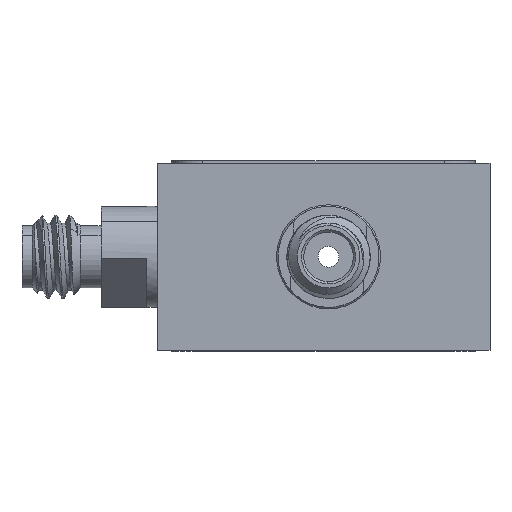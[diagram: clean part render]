
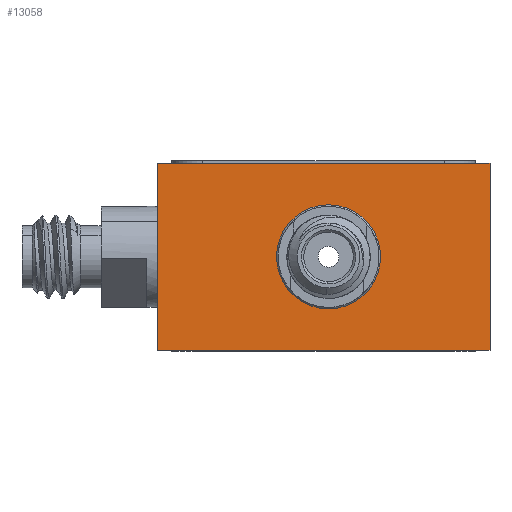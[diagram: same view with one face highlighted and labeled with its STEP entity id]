
A CAD part, front view. The second image highlights one B-rep face of the part: STEP entity #13058.
In plain terms, the highlighted planar face has unit normal (0, -1, 0).
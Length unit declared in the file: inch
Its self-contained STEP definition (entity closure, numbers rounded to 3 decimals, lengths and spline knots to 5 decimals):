
#405 = CARTESIAN_POINT ( 'NONE',  ( 0.32445, 0., 0.07874 ) ) ;
#1643 = CARTESIAN_POINT ( 'NONE',  ( 0.62992, 0., 0.35433 ) ) ;
#2055 = CIRCLE ( 'NONE', #14224, 0.09843 ) ;
#2471 = VERTEX_POINT ( 'NONE', #14877 ) ;
#3116 = ORIENTED_EDGE ( 'NONE', *, *, #9730, .T. ) ;
#3411 = PLANE ( 'NONE',  #12740 ) ;
#3605 = VECTOR ( 'NONE', #11708, 39.37008 ) ;
#3900 = EDGE_LOOP ( 'NONE', ( #17451, #14175, #5430, #3116 ) ) ;
#3989 = CARTESIAN_POINT ( 'NONE',  ( 0., 0., 0.35433 ) ) ;
#4006 = DIRECTION ( 'NONE',  ( 1., 0., 0. ) ) ;
#4495 = CIRCLE ( 'NONE', #11642, 0.09843 ) ;
#4762 = CARTESIAN_POINT ( 'NONE',  ( 0.32445, 0., 0.27559 ) ) ;
#5430 = ORIENTED_EDGE ( 'NONE', *, *, #11492, .F. ) ;
#5681 = CARTESIAN_POINT ( 'NONE',  ( 0.62992, 0., 0.35433 ) ) ;
#5713 = CARTESIAN_POINT ( 'NONE',  ( 0.32445, 0., 0.17717 ) ) ;
#6040 = DIRECTION ( 'NONE',  ( 0., 0., -1. ) ) ;
#7344 = FACE_OUTER_BOUND ( 'NONE', #3900, .T. ) ;
#7624 = CARTESIAN_POINT ( 'NONE',  ( 0., 0., 0.35433 ) ) ;
#7819 = DIRECTION ( 'NONE',  ( 0., 0., -1. ) ) ;
#9730 = EDGE_CURVE ( 'NONE', #24149, #13323, #11573, .T. ) ;
#9770 = LINE ( 'NONE', #3989, #15318 ) ;
#10496 = CARTESIAN_POINT ( 'NONE',  ( 0., 0., 0. ) ) ;
#11492 = EDGE_CURVE ( 'NONE', #24149, #25943, #9770, .T. ) ;
#11573 = LINE ( 'NONE', #7624, #3605 ) ;
#11642 = AXIS2_PLACEMENT_3D ( 'NONE', #16023, #24050, #6040 ) ;
#11708 = DIRECTION ( 'NONE',  ( 0., 0., -1. ) ) ;
#12148 = LINE ( 'NONE', #15817, #18892 ) ;
#12740 = AXIS2_PLACEMENT_3D ( 'NONE', #20998, #12867, #19422 ) ;
#12814 = CARTESIAN_POINT ( 'NONE',  ( 0., 0., 0.35433 ) ) ;
#12867 = DIRECTION ( 'NONE',  ( 0., 1., 0. ) ) ;
#13058 = ADVANCED_FACE ( 'NONE', ( #7344, #24963 ), #3411, .F. ) ;
#13323 = VERTEX_POINT ( 'NONE', #10496 ) ;
#14175 = ORIENTED_EDGE ( 'NONE', *, *, #16212, .F. ) ;
#14224 = AXIS2_PLACEMENT_3D ( 'NONE', #5713, #15690, #7819 ) ;
#14877 = CARTESIAN_POINT ( 'NONE',  ( 0.62992, 0., 0. ) ) ;
#15318 = VECTOR ( 'NONE', #23826, 39.37008 ) ;
#15452 = VERTEX_POINT ( 'NONE', #4762 ) ;
#15690 = DIRECTION ( 'NONE',  ( 0., -1., 0. ) ) ;
#15817 = CARTESIAN_POINT ( 'NONE',  ( 0., 0., 0. ) ) ;
#16023 = CARTESIAN_POINT ( 'NONE',  ( 0.32445, 0., 0.17717 ) ) ;
#16212 = EDGE_CURVE ( 'NONE', #25943, #2471, #25444, .T. ) ;
#16680 = VECTOR ( 'NONE', #21345, 39.37008 ) ;
#16891 = VERTEX_POINT ( 'NONE', #405 ) ;
#17451 = ORIENTED_EDGE ( 'NONE', *, *, #23276, .T. ) ;
#18892 = VECTOR ( 'NONE', #4006, 39.37008 ) ;
#19422 = DIRECTION ( 'NONE',  ( 1., 0., 0. ) ) ;
#20189 = EDGE_CURVE ( 'NONE', #15452, #16891, #2055, .T. ) ;
#20998 = CARTESIAN_POINT ( 'NONE',  ( 0., 0., 0.35433 ) ) ;
#21000 = ORIENTED_EDGE ( 'NONE', *, *, #25102, .F. ) ;
#21345 = DIRECTION ( 'NONE',  ( 0., 0., -1. ) ) ;
#21880 = EDGE_LOOP ( 'NONE', ( #21000, #23810 ) ) ;
#23276 = EDGE_CURVE ( 'NONE', #13323, #2471, #12148, .T. ) ;
#23810 = ORIENTED_EDGE ( 'NONE', *, *, #20189, .F. ) ;
#23826 = DIRECTION ( 'NONE',  ( 1., 0., 0. ) ) ;
#24050 = DIRECTION ( 'NONE',  ( 0., -1., 0. ) ) ;
#24149 = VERTEX_POINT ( 'NONE', #12814 ) ;
#24963 = FACE_BOUND ( 'NONE', #21880, .T. ) ;
#25102 = EDGE_CURVE ( 'NONE', #16891, #15452, #4495, .T. ) ;
#25444 = LINE ( 'NONE', #1643, #16680 ) ;
#25943 = VERTEX_POINT ( 'NONE', #5681 ) ;
